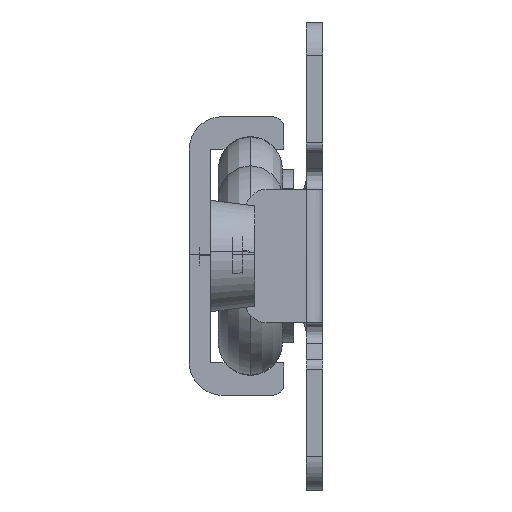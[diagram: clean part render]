
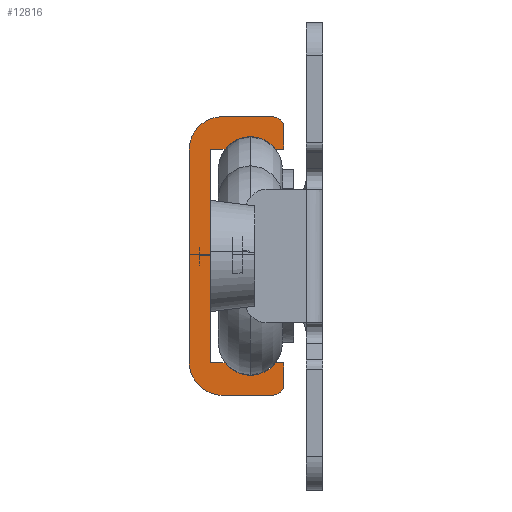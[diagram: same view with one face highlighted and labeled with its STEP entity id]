
A CAD part, left-side view. The second image highlights one B-rep face of the part: STEP entity #12816.
In plain terms, the highlighted free-form (B-spline) face has degree [1, 1] with [2, 2] control points.
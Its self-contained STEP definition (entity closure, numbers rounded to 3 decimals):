
#12407=CARTESIAN_POINT('',(0.0,-3.226,-9.6));
#12408=VERTEX_POINT('',#12407);
#12409=CARTESIAN_POINT('',(0.0,-7.774,-9.6));
#12410=VERTEX_POINT('',#12409);
#12411=CARTESIAN_POINT('',(0.0,-3.226,-9.6));
#12412=CARTESIAN_POINT('',(0.0,-3.463,-9.899));
#12413=CARTESIAN_POINT('',(0.0,-4.098,-10.438));
#12414=CARTESIAN_POINT('',(0.0,-5.331,-10.796));
#12415=CARTESIAN_POINT('',(0.0,-6.707,-10.56));
#12416=CARTESIAN_POINT('',(0.0,-7.47,-9.985));
#12417=CARTESIAN_POINT('',(0.0,-7.774,-9.6));
#12418=B_SPLINE_CURVE_WITH_KNOTS('',3,(#12411,#12412,#12413,#12414,#12415,#12416,#12417),.UNSPECIFIED.,.F.,.U.,(4,1,1,1,4),(0.,1.144,2.45,3.757,5.228),.UNSPECIFIED.);
#12419=EDGE_CURVE('',#12408,#12410,#12418,.T.);
#12453=CARTESIAN_POINT('',(0.0,-8.5,-9.6));
#12454=VERTEX_POINT('',#12453);
#12455=CARTESIAN_POINT('',(0.0,-8.5,-9.6));
#12456=CARTESIAN_POINT('',(0.0,-7.774,-9.6));
#12457=QUASI_UNIFORM_CURVE('',1,(#12455,#12456),.UNSPECIFIED.,.F.,.U.);
#12458=EDGE_CURVE('',#12454,#12410,#12457,.T.);
#12481=CARTESIAN_POINT('',(0.0,-8.5,-11.5));
#12482=VERTEX_POINT('',#12481);
#12483=CARTESIAN_POINT('',(0.0,-8.5,-11.5));
#12484=CARTESIAN_POINT('',(0.0,-8.5,-9.6));
#12485=QUASI_UNIFORM_CURVE('',1,(#12483,#12484),.UNSPECIFIED.,.F.,.U.);
#12486=EDGE_CURVE('',#12482,#12454,#12485,.T.);
#12518=CARTESIAN_POINT('',(0.0,-7.5,-12.5));
#12519=VERTEX_POINT('',#12518);
#12520=CARTESIAN_POINT('',(0.0,-7.5,-12.5));
#12521=CARTESIAN_POINT('',(0.0,-8.5,-12.5));
#12522=CARTESIAN_POINT('',(0.0,-8.5,-11.5));
#12530=(BOUNDED_CURVE()B_SPLINE_CURVE(2,(#12520,#12521,#12522),.UNSPECIFIED.,.F.,.U.)CURVE()GEOMETRIC_REPRESENTATION_ITEM()QUASI_UNIFORM_CURVE()RATIONAL_B_SPLINE_CURVE((1.0,0.707,1.0))REPRESENTATION_ITEM(''));
#12531=EDGE_CURVE('',#12519,#12482,#12530,.T.);
#12562=CARTESIAN_POINT('',(0.0,-3.0,-12.5));
#12563=VERTEX_POINT('',#12562);
#12564=CARTESIAN_POINT('',(0.0,-3.0,-12.5));
#12565=CARTESIAN_POINT('',(0.0,-7.5,-12.5));
#12566=QUASI_UNIFORM_CURVE('',1,(#12564,#12565),.UNSPECIFIED.,.F.,.U.);
#12567=EDGE_CURVE('',#12563,#12519,#12566,.T.);
#12599=CARTESIAN_POINT('',(0.0,0.,-9.5));
#12600=VERTEX_POINT('',#12599);
#12601=CARTESIAN_POINT('',(0.0,0.0,-9.5));
#12602=CARTESIAN_POINT('',(0.0,0.0,-12.5));
#12603=CARTESIAN_POINT('',(0.0,-3.0,-12.5));
#12611=(BOUNDED_CURVE()B_SPLINE_CURVE(2,(#12601,#12602,#12603),.UNSPECIFIED.,.F.,.U.)CURVE()GEOMETRIC_REPRESENTATION_ITEM()QUASI_UNIFORM_CURVE()RATIONAL_B_SPLINE_CURVE((1.0,0.707,1.0))REPRESENTATION_ITEM(''));
#12612=EDGE_CURVE('',#12600,#12563,#12611,.T.);
#12643=CARTESIAN_POINT('',(0.0,0.,9.5));
#12644=VERTEX_POINT('',#12643);
#12645=CARTESIAN_POINT('',(0.0,0.,9.5));
#12646=CARTESIAN_POINT('',(0.0,0.,-9.5));
#12647=QUASI_UNIFORM_CURVE('',1,(#12645,#12646),.UNSPECIFIED.,.F.,.U.);
#12648=EDGE_CURVE('',#12644,#12600,#12647,.T.);
#12720=CARTESIAN_POINT('',(0.0,0.425,13.749));
#12721=CARTESIAN_POINT('',(0.0,-8.925,13.749));
#12722=CARTESIAN_POINT('',(0.0,0.425,-13.749));
#12723=CARTESIAN_POINT('',(0.0,-8.925,-13.749));
#12724=B_SPLINE_SURFACE_WITH_KNOTS('',1,1,((#12720,#12722),(#12721,#12723)),.UNSPECIFIED.,.F.,.F.,.U.,(2,2),(2,2),(0.0,9.349),(0.0,27.498),.UNSPECIFIED.);
#12725=ORIENTED_EDGE('',*,*,#12612,.T.);
#12726=ORIENTED_EDGE('',*,*,#12567,.T.);
#12727=ORIENTED_EDGE('',*,*,#12531,.T.);
#12728=ORIENTED_EDGE('',*,*,#12486,.T.);
#12729=ORIENTED_EDGE('',*,*,#12458,.T.);
#12730=ORIENTED_EDGE('',*,*,#12419,.F.);
#12731=CARTESIAN_POINT('',(0.0,-1.9,-9.6));
#12732=VERTEX_POINT('',#12731);
#12733=CARTESIAN_POINT('',(0.0,-3.226,-9.6));
#12734=CARTESIAN_POINT('',(0.0,-1.9,-9.6));
#12735=QUASI_UNIFORM_CURVE('',1,(#12733,#12734),.UNSPECIFIED.,.F.,.U.);
#12736=EDGE_CURVE('',#12408,#12732,#12735,.T.);
#12737=ORIENTED_EDGE('',*,*,#12736,.T.);
#12738=CARTESIAN_POINT('',(0.0,-1.9,9.6));
#12739=VERTEX_POINT('',#12738);
#12740=CARTESIAN_POINT('',(0.0,-1.9,-9.6));
#12741=CARTESIAN_POINT('',(0.0,-1.9,9.6));
#12742=QUASI_UNIFORM_CURVE('',1,(#12740,#12741),.UNSPECIFIED.,.F.,.U.);
#12743=EDGE_CURVE('',#12732,#12739,#12742,.T.);
#12744=ORIENTED_EDGE('',*,*,#12743,.T.);
#12745=CARTESIAN_POINT('',(0.0,-3.226,9.6));
#12746=VERTEX_POINT('',#12745);
#12747=CARTESIAN_POINT('',(0.0,-1.9,9.6));
#12748=CARTESIAN_POINT('',(0.0,-3.226,9.6));
#12749=QUASI_UNIFORM_CURVE('',1,(#12747,#12748),.UNSPECIFIED.,.F.,.U.);
#12750=EDGE_CURVE('',#12739,#12746,#12749,.T.);
#12751=ORIENTED_EDGE('',*,*,#12750,.T.);
#12752=CARTESIAN_POINT('',(0.0,-7.774,9.6));
#12753=VERTEX_POINT('',#12752);
#12754=CARTESIAN_POINT('',(0.0,-7.774,9.6));
#12755=CARTESIAN_POINT('',(0.0,-7.537,9.899));
#12756=CARTESIAN_POINT('',(0.0,-6.902,10.438));
#12757=CARTESIAN_POINT('',(0.0,-5.669,10.796));
#12758=CARTESIAN_POINT('',(0.0,-4.293,10.56));
#12759=CARTESIAN_POINT('',(0.0,-3.53,9.985));
#12760=CARTESIAN_POINT('',(0.0,-3.226,9.6));
#12761=B_SPLINE_CURVE_WITH_KNOTS('',3,(#12754,#12755,#12756,#12757,#12758,#12759,#12760),.UNSPECIFIED.,.F.,.U.,(4,1,1,1,4),(0.,1.144,2.45,3.757,5.228),.UNSPECIFIED.);
#12762=EDGE_CURVE('',#12753,#12746,#12761,.T.);
#12763=ORIENTED_EDGE('',*,*,#12762,.F.);
#12764=CARTESIAN_POINT('',(0.0,-8.5,9.6));
#12765=VERTEX_POINT('',#12764);
#12766=CARTESIAN_POINT('',(0.0,-7.774,9.6));
#12767=CARTESIAN_POINT('',(0.0,-8.5,9.6));
#12768=QUASI_UNIFORM_CURVE('',1,(#12766,#12767),.UNSPECIFIED.,.F.,.U.);
#12769=EDGE_CURVE('',#12753,#12765,#12768,.T.);
#12770=ORIENTED_EDGE('',*,*,#12769,.T.);
#12771=CARTESIAN_POINT('',(0.0,-8.5,11.5));
#12772=VERTEX_POINT('',#12771);
#12773=CARTESIAN_POINT('',(0.0,-8.5,9.6));
#12774=CARTESIAN_POINT('',(0.0,-8.5,11.5));
#12775=QUASI_UNIFORM_CURVE('',1,(#12773,#12774),.UNSPECIFIED.,.F.,.U.);
#12776=EDGE_CURVE('',#12765,#12772,#12775,.T.);
#12777=ORIENTED_EDGE('',*,*,#12776,.T.);
#12778=CARTESIAN_POINT('',(0.0,-7.5,12.5));
#12779=VERTEX_POINT('',#12778);
#12780=CARTESIAN_POINT('',(0.0,-8.5,11.5));
#12781=CARTESIAN_POINT('',(0.0,-8.5,12.5));
#12782=CARTESIAN_POINT('',(0.0,-7.5,12.5));
#12790=(BOUNDED_CURVE()B_SPLINE_CURVE(2,(#12780,#12781,#12782),.UNSPECIFIED.,.F.,.U.)CURVE()GEOMETRIC_REPRESENTATION_ITEM()QUASI_UNIFORM_CURVE()RATIONAL_B_SPLINE_CURVE((1.0,0.707,1.0))REPRESENTATION_ITEM(''));
#12791=EDGE_CURVE('',#12772,#12779,#12790,.T.);
#12792=ORIENTED_EDGE('',*,*,#12791,.T.);
#12793=CARTESIAN_POINT('',(0.0,-3.0,12.5));
#12794=VERTEX_POINT('',#12793);
#12795=CARTESIAN_POINT('',(0.0,-7.5,12.5));
#12796=CARTESIAN_POINT('',(0.0,-3.0,12.5));
#12797=QUASI_UNIFORM_CURVE('',1,(#12795,#12796),.UNSPECIFIED.,.F.,.U.);
#12798=EDGE_CURVE('',#12779,#12794,#12797,.T.);
#12799=ORIENTED_EDGE('',*,*,#12798,.T.);
#12800=CARTESIAN_POINT('',(0.0,-3.0,12.5));
#12801=CARTESIAN_POINT('',(0.0,0.0,12.5));
#12802=CARTESIAN_POINT('',(0.0,0.0,9.5));
#12810=(BOUNDED_CURVE()B_SPLINE_CURVE(2,(#12800,#12801,#12802),.UNSPECIFIED.,.F.,.U.)CURVE()GEOMETRIC_REPRESENTATION_ITEM()QUASI_UNIFORM_CURVE()RATIONAL_B_SPLINE_CURVE((1.0,0.707,1.0))REPRESENTATION_ITEM(''));
#12811=EDGE_CURVE('',#12794,#12644,#12810,.T.);
#12812=ORIENTED_EDGE('',*,*,#12811,.T.);
#12813=ORIENTED_EDGE('',*,*,#12648,.T.);
#12814=EDGE_LOOP('',(#12725,#12726,#12727,#12728,#12729,#12730,#12737,#12744,#12751,#12763,#12770,#12777,#12792,#12799,#12812,#12813));
#12815=FACE_OUTER_BOUND('',#12814,.T.);
#12816=ADVANCED_FACE('',(#12815),#12724,.F.);
